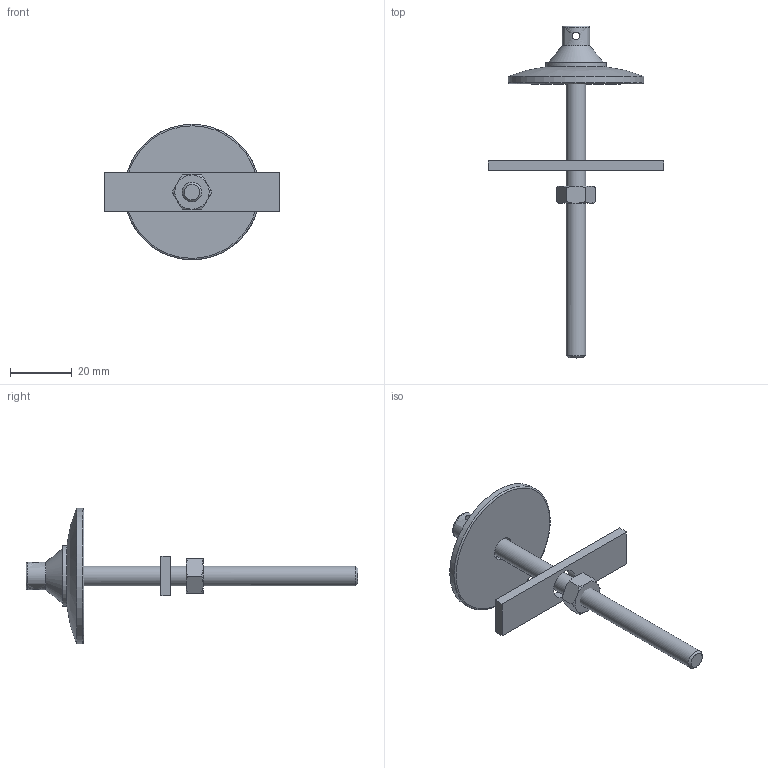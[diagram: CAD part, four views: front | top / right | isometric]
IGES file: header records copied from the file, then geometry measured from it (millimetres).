
Global section: file name: VA72; native system: Autodesk Inventor 2018; preprocessor: unknown; author: aprice; date: 20180123.144442; units: millimetre
Bounding box: 57.15 x 107.8 x 43.97 mm (x, y, z)
Volume: 13612.3 mm3; surface area: 8270.7 mm2
Topology: 4 solids, 4 shells, 47 faces, 109 edges, 71 vertices
Faces by surface type: bspline 47
